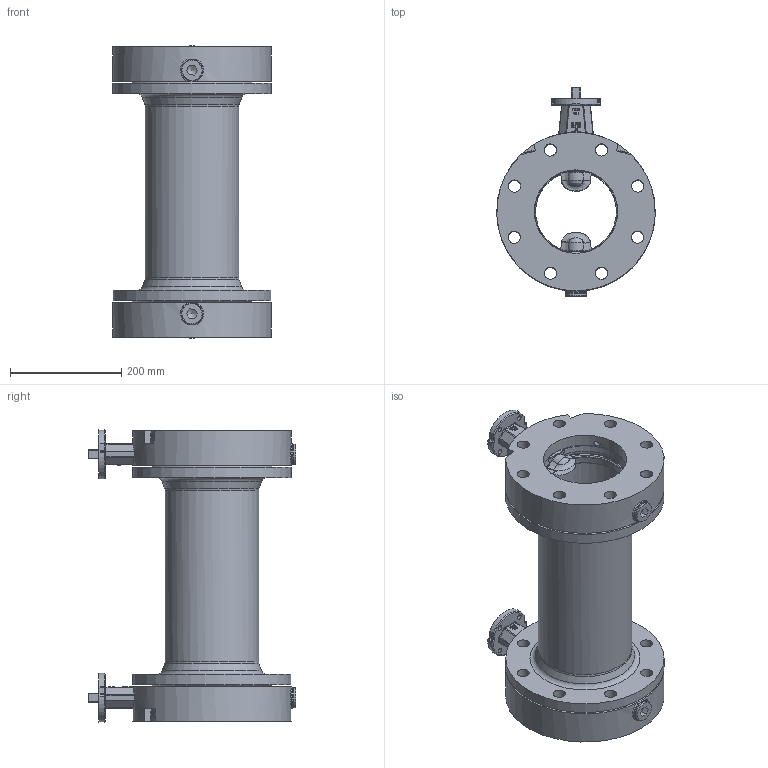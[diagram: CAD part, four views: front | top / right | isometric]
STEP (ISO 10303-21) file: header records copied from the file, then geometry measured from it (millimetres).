
FILE_DESCRIPTION((''),'2;1');
FILE_NAME('Taktschleuse DN150.stp','2015-04-29T13:51:16',('hellwig'),(''),'Autodesk Inventor 2013','Autodesk Inventor 2013','');
FILE_SCHEMA(('AUTOMOTIVE_DESIGN { 1 0 10303 214 1 1 1 1 }'));
Length unit declared in the file: millimetre
Products named in the file (1): M32843_Shrinkwrap_1
Bounding box: 285 x 373.4 x 525.68 mm (x, y, z)
Volume: 8450286.9 mm3; surface area: 1108214.4 mm2
Topology: 10 solids, 34 shells, 1409 faces, 3562 edges, 2249 vertices
Faces by surface type: plane 564, bspline 338, cylinder 323, torus 98, cone 78, sphere 8
Full cylindrical faces by diameter (mm): 4 x2, 4.917 x2, 6 x4, 8 x4, 9 x8, 11.445 x4, 16 x2, 16.2 x8, 16.3 x2, 16.5 x2, 19.5 x4, 20 x12, 20.2 x6, 20.35 x10, 22 x32, 24.95 x6, 25 x4, 27 x4, 27.3 x4, 28.4 x4, 30.3 x2, 35.9 x2, 36 x2, 38 x2, 55.1 x2, 150 x2, 159.3 x1, 168.3 x1, 191.5 x4, 285 x4
Entity records: 51222 total; most frequent: CARTESIAN_POINT 19764, ORIENTED_EDGE 6296, DIRECTION 5378, EDGE_CURVE 3148, VERTEX_POINT 2112, AXIS2_PLACEMENT_3D 2001, EDGE_LOOP 1856, STYLED_ITEM 1409
